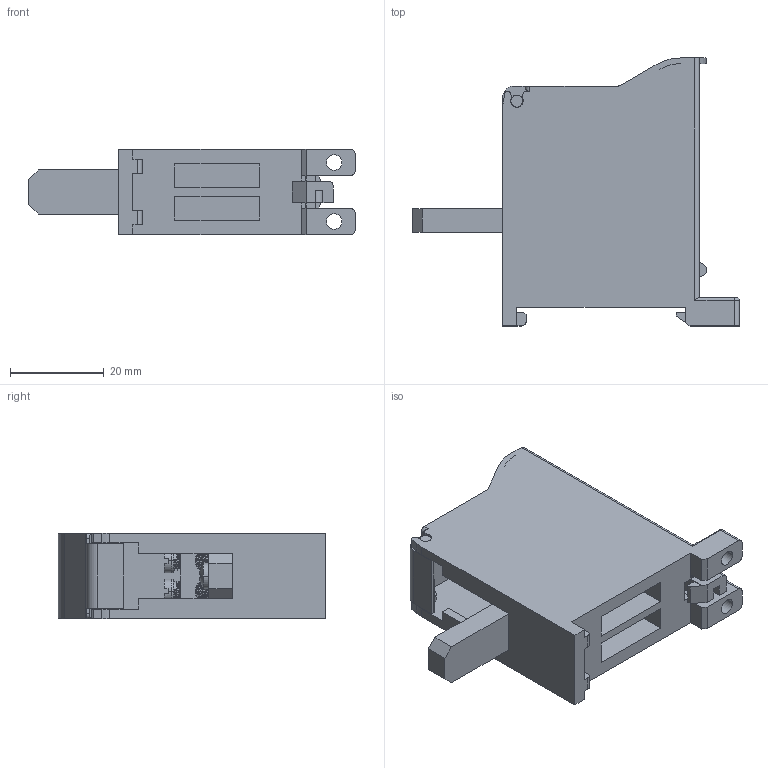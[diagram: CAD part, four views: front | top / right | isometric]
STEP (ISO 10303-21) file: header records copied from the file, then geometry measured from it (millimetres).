
FILE_DESCRIPTION((''),'2;1');
FILE_NAME('8YB754773-1','2022-11-15T',('ASUS'),(''),'PRO/ENGINEER BY PARAMETRIC TECHNOLOGY CORPORATION, 2013230','PRO/ENGINEER BY PARAMETRIC TECHNOLOGY CORPORATION, 2013230','');
FILE_SCHEMA(('CONFIG_CONTROL_DESIGN'));
Length unit declared in the file: millimetre
Products named in the file (1): 8YB754773-1
Bounding box: 69.7 x 57.2 x 18.2 mm (x, y, z)
Volume: 18809.7 mm3; surface area: 18058.4 mm2
Topology: 1 solids, 3 shells, 470 faces, 1431 edges, 930 vertices
Faces by surface type: plane 210, cylinder 178, bspline 44, cone 17, torus 14, sphere 7
Entity records: 25903 total; most frequent: CARTESIAN_POINT 13508, ORIENTED_EDGE 2854, DIRECTION 2255, EDGE_CURVE 1427, VERTEX_POINT 930, VECTOR 761, LINE 761, AXIS2_PLACEMENT_3D 747
